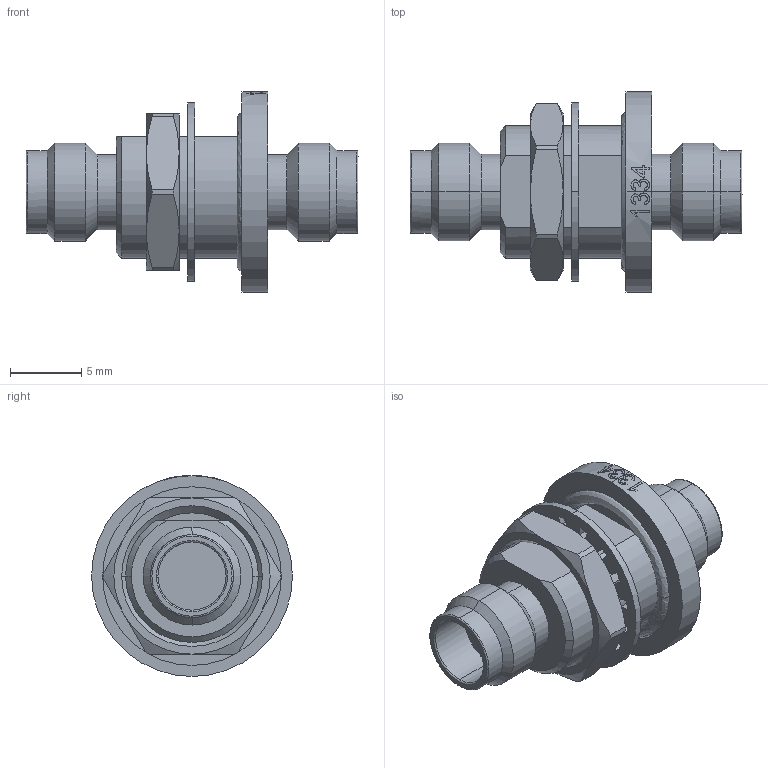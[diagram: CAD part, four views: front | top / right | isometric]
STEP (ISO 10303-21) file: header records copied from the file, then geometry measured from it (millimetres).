
FILE_DESCRIPTION (( 'STEP AP214' ), '1' );
FILE_NAME ('PE1334_3D.STEP', '2022-12-12T17:45:38', ( '' ), ( '' ), 'SwSTEP 2.0', 'SolidWorks 2022', '' );
FILE_SCHEMA (( 'AUTOMOTIVE_DESIGN' ));
Length unit declared in the file: inch
Products named in the file (5): Copy of PTS-A3A8-18-11^PE1334; Copy of ADS-K8K8-BF-GV-8^PE1334; Copy of ADS-24-8-24-8-BF-GB^PE1334; Copy of F8305-2^PE1334; PE1334_3D
Assembly tree (4 placements, depth 2):
  PE1334_3D
    Copy of ADS-24-8-24-8-BF-GB^PE1334
    Copy of ADS-K8K8-BF-GV-8^PE1334
    Copy of F8305-2^PE1334
    Copy of PTS-A3A8-18-11^PE1334
Bounding box: 23.38 x 14.14 x 14.15 mm (x, y, z)
Volume: 1245.2 mm3; surface area: 1501.1 mm2
Topology: 4 solids, 4 shells, 216 faces, 571 edges, 372 vertices
Faces by surface type: cylinder 70, plane 69, bspline 62, cone 15
Entity records: 9665 total; most frequent: CARTESIAN_POINT 4429, ORIENTED_EDGE 1142, DIRECTION 928, EDGE_CURVE 571, VERTEX_POINT 372, AXIS2_PLACEMENT_3D 356, EDGE_LOOP 231, LINE 216
